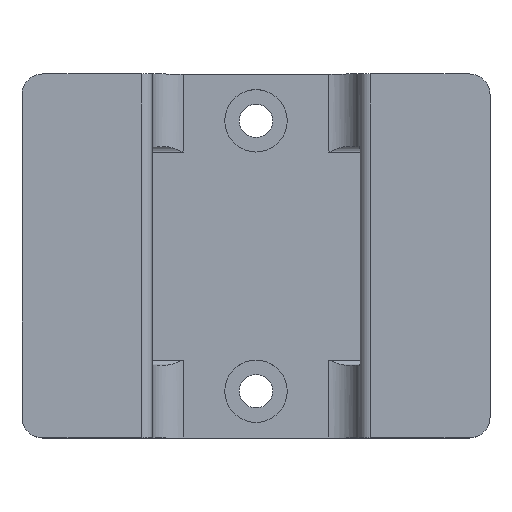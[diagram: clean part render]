
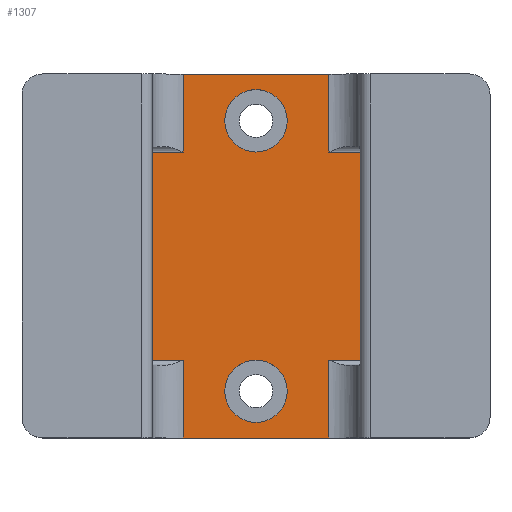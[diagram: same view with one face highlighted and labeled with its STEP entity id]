
A CAD part, top view. The second image highlights one B-rep face of the part: STEP entity #1307.
In plain terms, the highlighted planar face has unit normal (0, 0, 1).
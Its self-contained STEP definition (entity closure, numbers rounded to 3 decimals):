
#63=FACE_BOUND('',#210,.T.);
#64=FACE_BOUND('',#211,.T.);
#73=CIRCLE('',#1394,3.);
#74=CIRCLE('',#1395,3.);
#137=FACE_OUTER_BOUND('',#209,.T.);
#209=EDGE_LOOP('',(#871,#872,#873,#874,#875,#876,#877,#878,#879,#880,#881,
#882));
#210=EDGE_LOOP('',(#883));
#211=EDGE_LOOP('',(#884));
#291=LINE('',#1931,#415);
#292=LINE('',#1933,#416);
#293=LINE('',#1935,#417);
#294=LINE('',#1937,#418);
#295=LINE('',#1939,#419);
#296=LINE('',#1941,#420);
#297=LINE('',#1943,#421);
#298=LINE('',#1945,#422);
#299=LINE('',#1947,#423);
#300=LINE('',#1949,#424);
#301=LINE('',#1951,#425);
#302=LINE('',#1952,#426);
#415=VECTOR('',#1533,20.);
#416=VECTOR('',#1534,15.5);
#417=VECTOR('',#1535,7.5);
#418=VECTOR('',#1536,14.);
#419=VECTOR('',#1537,7.5);
#420=VECTOR('',#1538,15.5);
#421=VECTOR('',#1539,20.);
#422=VECTOR('',#1540,15.5);
#423=VECTOR('',#1541,7.5);
#424=VECTOR('',#1542,14.);
#425=VECTOR('',#1543,7.5);
#426=VECTOR('',#1544,15.5);
#539=VERTEX_POINT('',#1929);
#540=VERTEX_POINT('',#1930);
#541=VERTEX_POINT('',#1932);
#542=VERTEX_POINT('',#1934);
#543=VERTEX_POINT('',#1936);
#544=VERTEX_POINT('',#1938);
#545=VERTEX_POINT('',#1940);
#546=VERTEX_POINT('',#1942);
#547=VERTEX_POINT('',#1944);
#548=VERTEX_POINT('',#1946);
#549=VERTEX_POINT('',#1948);
#550=VERTEX_POINT('',#1950);
#551=VERTEX_POINT('',#1953);
#552=VERTEX_POINT('',#1955);
#671=EDGE_CURVE('',#539,#540,#291,.T.);
#672=EDGE_CURVE('',#540,#541,#292,.F.);
#673=EDGE_CURVE('',#541,#542,#293,.F.);
#674=EDGE_CURVE('',#542,#543,#294,.T.);
#675=EDGE_CURVE('',#543,#544,#295,.F.);
#676=EDGE_CURVE('',#544,#545,#296,.F.);
#677=EDGE_CURVE('',#546,#545,#297,.T.);
#678=EDGE_CURVE('',#546,#547,#298,.T.);
#679=EDGE_CURVE('',#547,#548,#299,.F.);
#680=EDGE_CURVE('',#548,#549,#300,.T.);
#681=EDGE_CURVE('',#549,#550,#301,.F.);
#682=EDGE_CURVE('',#550,#539,#302,.T.);
#683=EDGE_CURVE('',#551,#551,#73,.T.);
#684=EDGE_CURVE('',#552,#552,#74,.T.);
#871=ORIENTED_EDGE('',*,*,#671,.T.);
#872=ORIENTED_EDGE('',*,*,#672,.T.);
#873=ORIENTED_EDGE('',*,*,#673,.T.);
#874=ORIENTED_EDGE('',*,*,#674,.T.);
#875=ORIENTED_EDGE('',*,*,#675,.T.);
#876=ORIENTED_EDGE('',*,*,#676,.T.);
#877=ORIENTED_EDGE('',*,*,#677,.F.);
#878=ORIENTED_EDGE('',*,*,#678,.T.);
#879=ORIENTED_EDGE('',*,*,#679,.T.);
#880=ORIENTED_EDGE('',*,*,#680,.T.);
#881=ORIENTED_EDGE('',*,*,#681,.T.);
#882=ORIENTED_EDGE('',*,*,#682,.T.);
#883=ORIENTED_EDGE('',*,*,#683,.F.);
#884=ORIENTED_EDGE('',*,*,#684,.F.);
#1271=PLANE('',#1393);
#1307=ADVANCED_FACE('',(#137,#63,#64),#1271,.T.);
#1393=AXIS2_PLACEMENT_3D('',#1928,#1531,#1532);
#1394=AXIS2_PLACEMENT_3D('',#1954,#1545,#1546);
#1395=AXIS2_PLACEMENT_3D('',#1956,#1547,#1548);
#1531=DIRECTION('center_axis',(0.,0.,1.));
#1532=DIRECTION('ref_axis',(1.,0.,0.));
#1533=DIRECTION('',(0.,-1.,0.));
#1534=DIRECTION('',(-1.,0.,0.));
#1535=DIRECTION('',(0.,1.,0.));
#1536=DIRECTION('',(1.,0.,0.));
#1537=DIRECTION('',(0.,-1.,0.));
#1538=DIRECTION('',(-1.,0.,0.));
#1539=DIRECTION('',(0.,-1.,0.));
#1540=DIRECTION('',(-1.,0.,0.));
#1541=DIRECTION('',(0.,-1.,0.));
#1542=DIRECTION('',(-1.,0.,0.));
#1543=DIRECTION('',(0.,1.,0.));
#1544=DIRECTION('',(-1.,0.,0.));
#1545=DIRECTION('center_axis',(0.,0.,1.));
#1546=DIRECTION('ref_axis',(1.,0.,0.));
#1547=DIRECTION('center_axis',(0.,0.,1.));
#1548=DIRECTION('ref_axis',(1.,0.,0.));
#1928=CARTESIAN_POINT('Origin',(43.,33.,4.));
#1929=CARTESIAN_POINT('',(0.,27.5,4.));
#1930=CARTESIAN_POINT('',(0.,7.5,4.));
#1931=CARTESIAN_POINT('',(0.,27.5,4.));
#1932=CARTESIAN_POINT('',(15.5,7.5,4.));
#1933=CARTESIAN_POINT('',(15.5,7.5,4.));
#1934=CARTESIAN_POINT('',(15.5,0.,4.));
#1935=CARTESIAN_POINT('',(15.5,0.,4.));
#1936=CARTESIAN_POINT('',(29.5,0.,4.));
#1937=CARTESIAN_POINT('',(15.5,0.,4.));
#1938=CARTESIAN_POINT('',(29.5,7.5,4.));
#1939=CARTESIAN_POINT('',(29.5,7.5,4.));
#1940=CARTESIAN_POINT('',(45.,7.5,4.));
#1941=CARTESIAN_POINT('',(45.,7.5,4.));
#1942=CARTESIAN_POINT('',(45.,27.5,4.));
#1943=CARTESIAN_POINT('',(45.,27.5,4.));
#1944=CARTESIAN_POINT('',(29.5,27.5,4.));
#1945=CARTESIAN_POINT('',(45.,27.5,4.));
#1946=CARTESIAN_POINT('',(29.5,35.,4.));
#1947=CARTESIAN_POINT('',(29.5,35.,4.));
#1948=CARTESIAN_POINT('',(15.5,35.,4.));
#1949=CARTESIAN_POINT('',(29.5,35.,4.));
#1950=CARTESIAN_POINT('',(15.5,27.5,4.));
#1951=CARTESIAN_POINT('',(15.5,27.5,4.));
#1952=CARTESIAN_POINT('',(15.5,27.5,4.));
#1953=CARTESIAN_POINT('',(19.5,30.5,4.));
#1954=CARTESIAN_POINT('Origin',(22.5,30.5,4.));
#1955=CARTESIAN_POINT('',(19.5,4.5,4.));
#1956=CARTESIAN_POINT('Origin',(22.5,4.5,4.));
